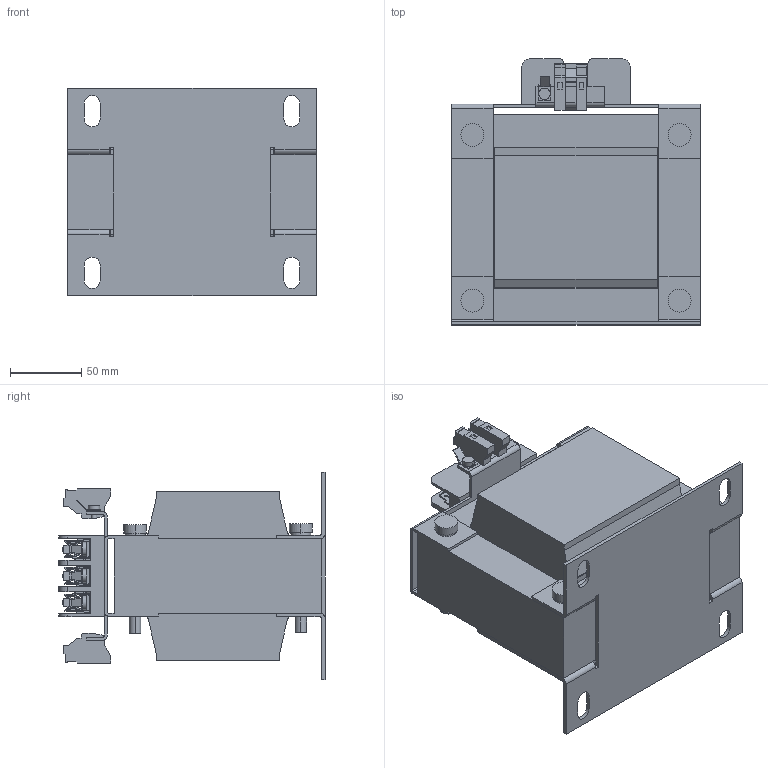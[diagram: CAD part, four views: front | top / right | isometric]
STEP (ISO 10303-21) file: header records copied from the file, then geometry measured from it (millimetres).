
FILE_DESCRIPTION (( 'STEP AP203' ), '1' );
FILE_NAME ('CT-100-060-12-1.step', '2024-10-31T16:57:04', ( '' ), ( '' ), 'SwSTEP 2.0', 'SolidWorks 2023', '' );
FILE_SCHEMA (( 'CONFIG_CONTROL_DESIGN' ));
Length unit declared in the file: inch
Products named in the file (1): CT-100-060-12-1
Bounding box: 174 x 186.25 x 145 mm (x, y, z)
Volume: 2173376.6 mm3; surface area: 251579 mm2
Topology: 2 solids, 8 shells, 1581 faces, 4644 edges, 3054 vertices
Faces by surface type: plane 1031, cylinder 520, cone 24, bspline 6
Entity records: 55031 total; most frequent: CARTESIAN_POINT 12626, ORIENTED_EDGE 9288, DIRECTION 8396, EDGE_CURVE 4644, VECTOR 3072, LINE 3072, VERTEX_POINT 3054, AXIS2_PLACEMENT_3D 2662
